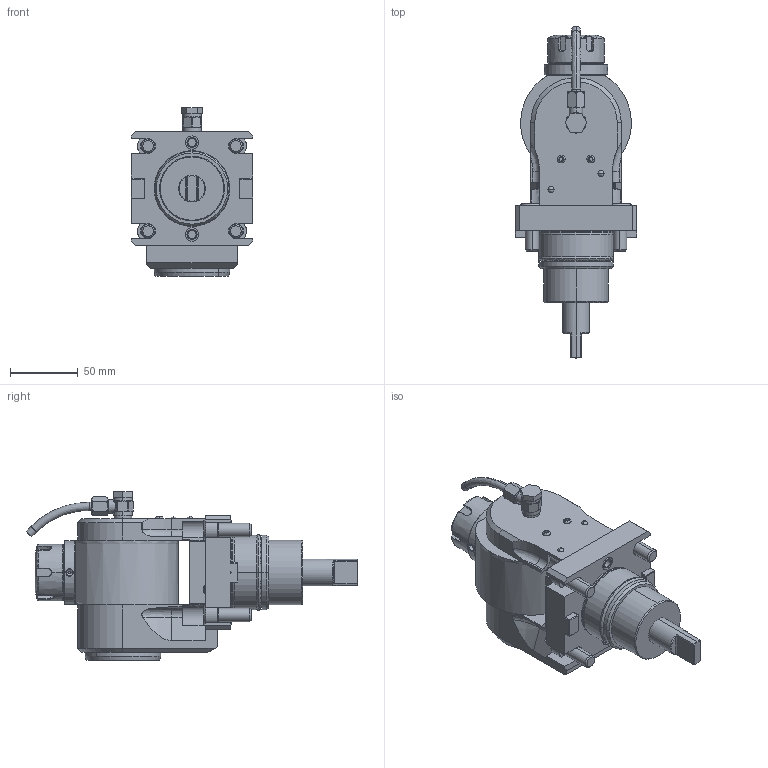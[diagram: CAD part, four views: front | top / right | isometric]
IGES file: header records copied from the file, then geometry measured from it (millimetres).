
Start section:  PTC IGES file: ngt2_55_501_25_1_bl.igs
Global section: file name: ngt2_55_501_25_1_bl.igs; native system: Pro/ENGINEER by Parametric Technology Corporation; preprocessor: 2010280; author: vali; organization: Unknown; date: 20201109.104503; units: millimetre
Bounding box: 90 x 245.67 x 124.9 mm (x, y, z)
Volume: 894898.1 mm3; surface area: 93014.4 mm2
Topology: 2 solids, 4 shells, 683 faces, 1687 edges, 1045 vertices
Faces by surface type: bspline 365, revolution 318
